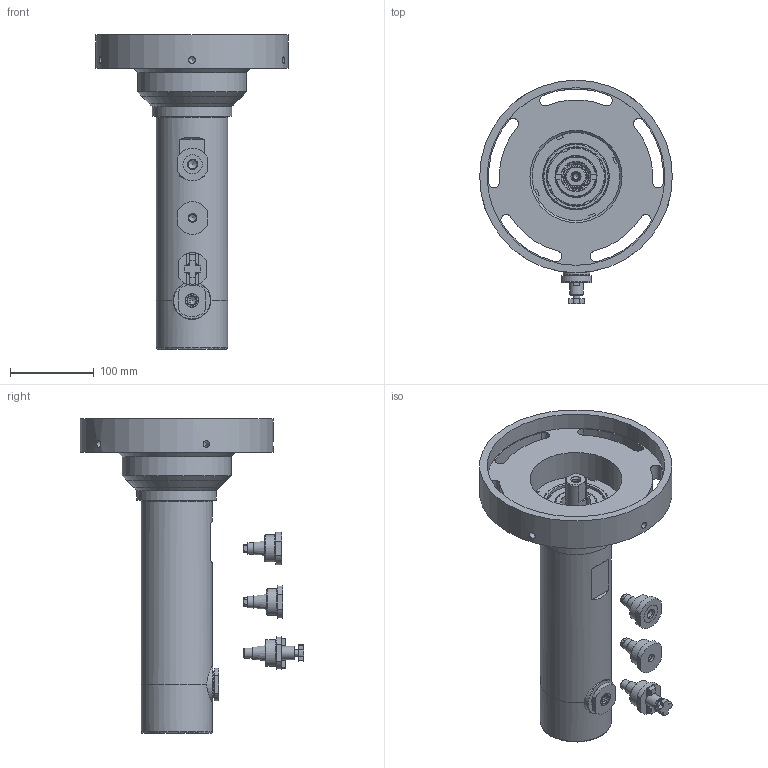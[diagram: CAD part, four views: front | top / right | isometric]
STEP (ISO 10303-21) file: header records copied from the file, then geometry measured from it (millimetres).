
FILE_DESCRIPTION(/* description */ (''),/* implementation_level */ '2;1');
FILE_NAME(/* name */ '714000 CAF N4.stp',/* time_stamp */ '2025-12-19T10:26:53+01:00',/* author */ (''),/* organization */ (''),/* preprocessor_version */ 'ST-DEVELOPER v20',/* originating_system */ 'SIEMENS PLM Software NX2406.4001',/* authorisation */ '');
FILE_SCHEMA (('AUTOMOTIVE_DESIGN { 1 0 10303 214 3 1 1 1 }'));
Length unit declared in the file: millimetre
Products named in the file (1): 714000 Montaje CAF N4
Bounding box: 230 x 266.58 x 375 mm (x, y, z)
Volume: 2435261.9 mm3; surface area: 550943 mm2
Topology: 107 solids, 107 shells, 1160 faces, 2797 edges, 1813 vertices
Faces by surface type: plane 459, cylinder 426, cone 171, sphere 66, torus 33, bspline 5
Full cylindrical faces by diameter (mm): 2 x9, 2.5 x2, 3 x6, 5 x2, 5.188 x2, 6 x2, 6.1 x2, 6.985 x1, 7 x1, 7.794 x1, 8 x5, 8.5 x1, 8.782 x5, 9 x1, 10 x3, 10.2 x6, 10.5 x2, 10.579 x1, 12 x2, 12.2 x2, 13.7 x2, 14 x1, 15.3 x1, 16 x1, 16.3 x2, 17.5 x4, 19.188 x1, 20 x3, 20.5 x1, 21.7 x2
Entity records: 37726 total; most frequent: CARTESIAN_POINT 7463, DIRECTION 5265, ORIENTED_EDGE 4318, AXIS2_PLACEMENT_3D 2198, EDGE_CURVE 2159, VERTEX_POINT 1655, EDGE_LOOP 1639, ADVANCED_FACE 1159
